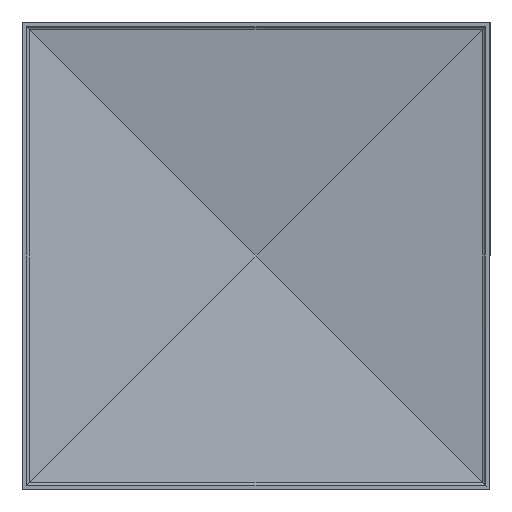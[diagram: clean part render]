
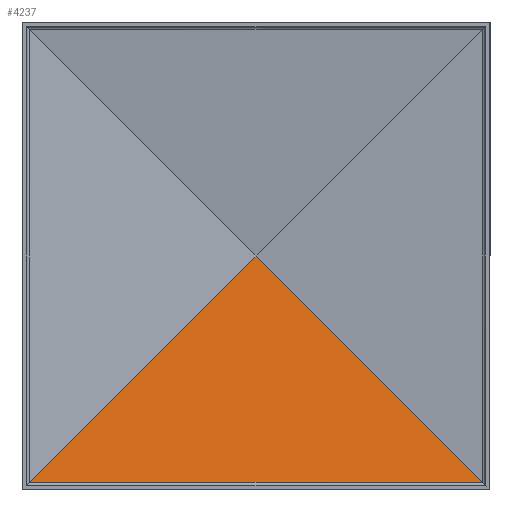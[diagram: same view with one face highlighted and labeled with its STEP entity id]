
A CAD part, front view. The second image highlights one B-rep face of the part: STEP entity #4237.
In plain terms, the highlighted planar face has unit normal (0, -0.99, 0.139).
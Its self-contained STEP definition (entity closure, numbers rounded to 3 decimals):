
#647 = ORIENTED_EDGE ( 'NONE', *, *, #3537, .F. ) ;
#1089 = CARTESIAN_POINT ( 'NONE',  ( -71.5, 8.816, -69.139 ) ) ;
#1231 = LINE ( 'NONE', #11641, #11992 ) ;
#1601 = EDGE_CURVE ( 'NONE', #5412, #5954, #4275, .T. ) ;
#1846 = LINE ( 'NONE', #10298, #12310 ) ;
#2653 = DIRECTION ( 'NONE',  ( 0.704, -0.098, -0.704 ) ) ;
#3525 = EDGE_LOOP ( 'NONE', ( #6469, #647, #6578 ) ) ;
#3537 = EDGE_CURVE ( 'NONE', #5412, #8952, #1846, .T. ) ;
#3593 = EDGE_CURVE ( 'NONE', #8952, #5954, #1231, .T. ) ;
#4059 = DIRECTION ( 'NONE',  ( 0., 0.139, 0.99 ) ) ;
#4237 = ADVANCED_FACE ( 'NONE', ( #9954 ), #9097, .F. ) ;
#4275 = LINE ( 'NONE', #1089, #5236 ) ;
#5236 = VECTOR ( 'NONE', #9243, 1000. ) ;
#5412 = VERTEX_POINT ( 'NONE', #7689 ) ;
#5954 = VERTEX_POINT ( 'NONE', #10715 ) ;
#5989 = CARTESIAN_POINT ( 'NONE',  ( -71.5, 8.816, -69.139 ) ) ;
#6469 = ORIENTED_EDGE ( 'NONE', *, *, #3593, .F. ) ;
#6578 = ORIENTED_EDGE ( 'NONE', *, *, #1601, .T. ) ;
#7689 = CARTESIAN_POINT ( 'NONE',  ( -69.139, 8.816, -69.139 ) ) ;
#8952 = VERTEX_POINT ( 'NONE', #10607 ) ;
#9097 = PLANE ( 'NONE',  #9247 ) ;
#9243 = DIRECTION ( 'NONE',  ( 1., 0., 0. ) ) ;
#9247 = AXIS2_PLACEMENT_3D ( 'NONE', #5989, #10975, #4059 ) ;
#9954 = FACE_OUTER_BOUND ( 'NONE', #3525, .T. ) ;
#10298 = CARTESIAN_POINT ( 'NONE',  ( -70.308, 8.652, -70.308 ) ) ;
#10607 = CARTESIAN_POINT ( 'NONE',  ( 0., 18.486, 0. ) ) ;
#10715 = CARTESIAN_POINT ( 'NONE',  ( 69.139, 8.816, -69.139 ) ) ;
#10975 = DIRECTION ( 'NONE',  ( 0., 0.99, -0.139 ) ) ;
#11641 = CARTESIAN_POINT ( 'NONE',  ( 35.306, 13.548, -35.306 ) ) ;
#11992 = VECTOR ( 'NONE', #2653, 1000. ) ;
#12265 = DIRECTION ( 'NONE',  ( 0.704, 0.098, 0.704 ) ) ;
#12310 = VECTOR ( 'NONE', #12265, 1000. ) ;
